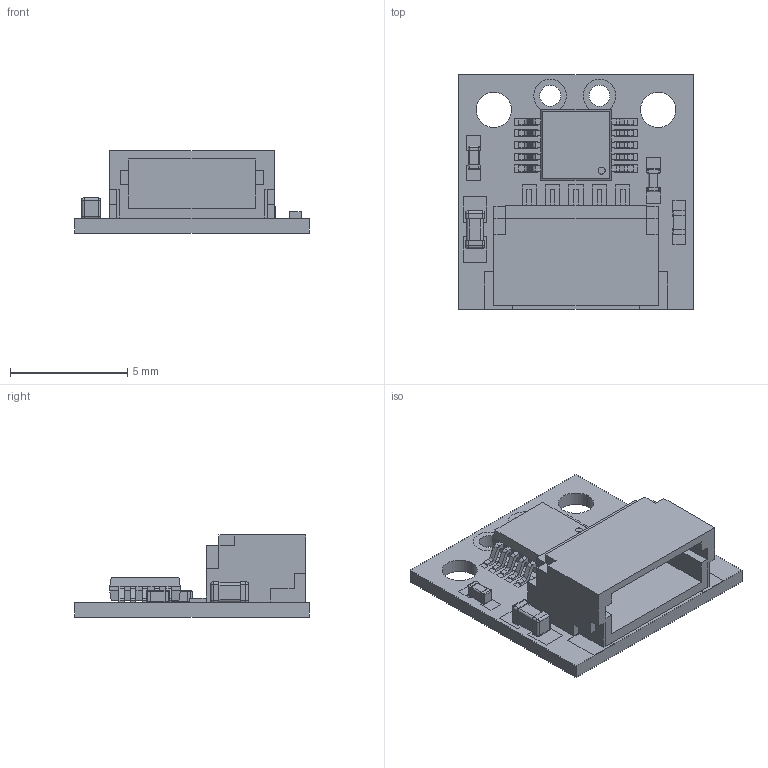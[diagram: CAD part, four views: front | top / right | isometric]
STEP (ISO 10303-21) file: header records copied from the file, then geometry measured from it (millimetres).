
FILE_DESCRIPTION(('FreeCAD Model'),'2;1');
FILE_NAME('Wireling_LRA_AST1013_REV1-STEP.step','2020-07-28T14:57:29',(''),(''), 'Open CASCADE STEP processor 7.4','FreeCAD','Unknown');
FILE_SCHEMA(('AUTOMOTIVE_DESIGN { 1 0 10303 214 1 1 1 1 }'));
Length unit declared in the file: millimetre
Products named in the file (1): Wireling_LRA_AST1013_REV1-STEP
Bounding box: 10 x 10 x 3.5 mm (x, y, z)
Volume: 173.5 mm3; surface area: 760.2 mm2
Topology: 78 solids, 78 shells, 793 faces, 2388 edges, 2297 vertices
Faces by surface type: plane 617, cylinder 144, sphere 32
Full cylindrical faces by diameter (mm): 0.891 x12, 1.397 x8, 1.502 x4
Entity records: 59343 total; most frequent: CARTESIAN_POINT 10495, DIRECTION 7617, LINE 4841, VECTOR 4841, ORIENTED_EDGE 3496, PCURVE 3496, DEFINITIONAL_REPRESENTATION 3496, EDGE_CURVE 1748
